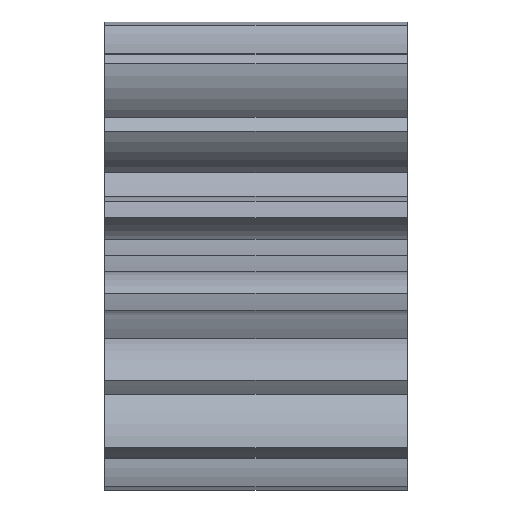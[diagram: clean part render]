
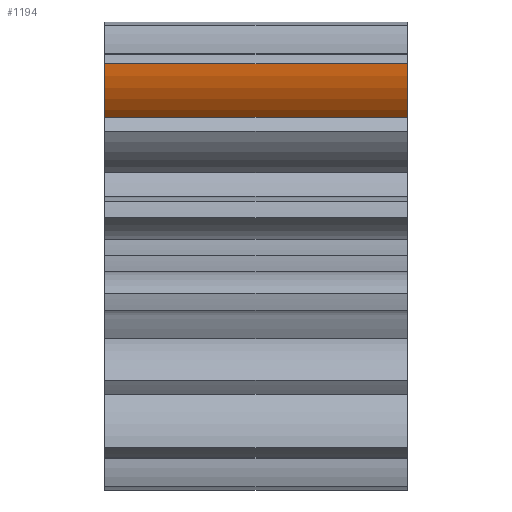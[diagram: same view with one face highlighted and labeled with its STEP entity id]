
A CAD part, top view. The second image highlights one B-rep face of the part: STEP entity #1194.
In plain terms, the highlighted cylindrical face has radius 4.064 mm (diameter 8.128 mm), a partial arc.
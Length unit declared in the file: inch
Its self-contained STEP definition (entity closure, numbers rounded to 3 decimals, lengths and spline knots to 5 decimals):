
#100 = DIRECTION ( 'NONE',  ( 0., 0.707, -0.707 ) ) ;
#107 = DIRECTION ( 'NONE',  ( -1., 0., 0. ) ) ;
#111 = CARTESIAN_POINT ( 'NONE',  ( -1.1602, 0.50768, 0.92771 ) ) ;
#249 = EDGE_CURVE ( 'NONE', #409, #1879, #1467, .T. ) ;
#260 = EDGE_LOOP ( 'NONE', ( #299, #2437, #1809, #1508 ) ) ;
#282 = VERTEX_POINT ( 'NONE', #1345 ) ;
#299 = ORIENTED_EDGE ( 'NONE', *, *, #249, .T. ) ;
#386 = CARTESIAN_POINT ( 'NONE',  ( -1.7352, 0.49948, 1.0875 ) ) ;
#405 = CYLINDRICAL_SURFACE ( 'NONE', #1848, 0.16 ) ;
#409 = VERTEX_POINT ( 'NONE', #678 ) ;
#430 = FACE_OUTER_BOUND ( 'NONE', #260, .T. ) ;
#639 = EDGE_CURVE ( 'NONE', #282, #409, #1023, .T. ) ;
#678 = CARTESIAN_POINT ( 'NONE',  ( -1.1602, 0.49948, 1.0875 ) ) ;
#714 = CARTESIAN_POINT ( 'NONE',  ( -1.7352, 0.39424, 1.04054 ) ) ;
#862 = CIRCLE ( 'NONE', #1349, 0.16 ) ;
#1023 = CIRCLE ( 'NONE', #2235, 0.16 ) ;
#1194 = ADVANCED_FACE ( 'NONE', ( #430 ), #405, .T. ) ;
#1345 = CARTESIAN_POINT ( 'NONE',  ( -1.1602, 0.39424, 1.04054 ) ) ;
#1349 = AXIS2_PLACEMENT_3D ( 'NONE', #2652, #2500, #2349 ) ;
#1431 = DIRECTION ( 'NONE',  ( -1., 0., 0. ) ) ;
#1450 = VECTOR ( 'NONE', #1431, 39.37008 ) ;
#1459 = CARTESIAN_POINT ( 'NONE',  ( -1.4477, 0.49948, 1.0875 ) ) ;
#1467 = LINE ( 'NONE', #1459, #1450 ) ;
#1482 = CARTESIAN_POINT ( 'NONE',  ( -1.1602, 0.39424, 1.04054 ) ) ;
#1508 = ORIENTED_EDGE ( 'NONE', *, *, #639, .T. ) ;
#1521 = VERTEX_POINT ( 'NONE', #714 ) ;
#1525 = VECTOR ( 'NONE', #1568, 39.37008 ) ;
#1568 = DIRECTION ( 'NONE',  ( -1., 0., 0. ) ) ;
#1601 = LINE ( 'NONE', #1482, #1525 ) ;
#1748 = EDGE_CURVE ( 'NONE', #1521, #1879, #862, .T. ) ;
#1809 = ORIENTED_EDGE ( 'NONE', *, *, #2591, .F. ) ;
#1848 = AXIS2_PLACEMENT_3D ( 'NONE', #2483, #2387, #2458 ) ;
#1879 = VERTEX_POINT ( 'NONE', #386 ) ;
#2235 = AXIS2_PLACEMENT_3D ( 'NONE', #111, #107, #100 ) ;
#2349 = DIRECTION ( 'NONE',  ( 0., 0.707, -0.707 ) ) ;
#2387 = DIRECTION ( 'NONE',  ( -1., 0., 0. ) ) ;
#2437 = ORIENTED_EDGE ( 'NONE', *, *, #1748, .F. ) ;
#2458 = DIRECTION ( 'NONE',  ( 0., 0., 1. ) ) ;
#2483 = CARTESIAN_POINT ( 'NONE',  ( -1.1602, 0.50768, 0.92771 ) ) ;
#2500 = DIRECTION ( 'NONE',  ( -1., 0., 0. ) ) ;
#2591 = EDGE_CURVE ( 'NONE', #282, #1521, #1601, .T. ) ;
#2652 = CARTESIAN_POINT ( 'NONE',  ( -1.7352, 0.50768, 0.92771 ) ) ;
